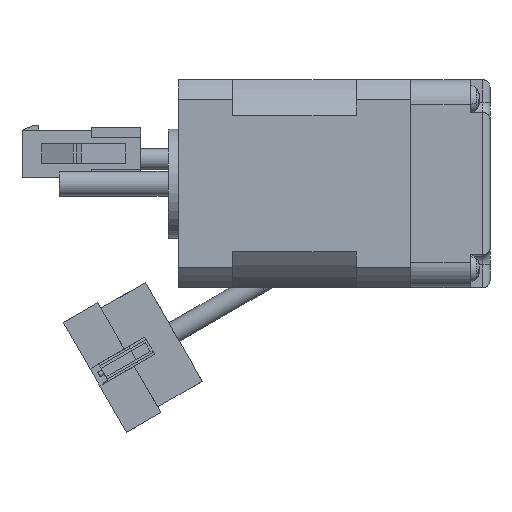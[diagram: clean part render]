
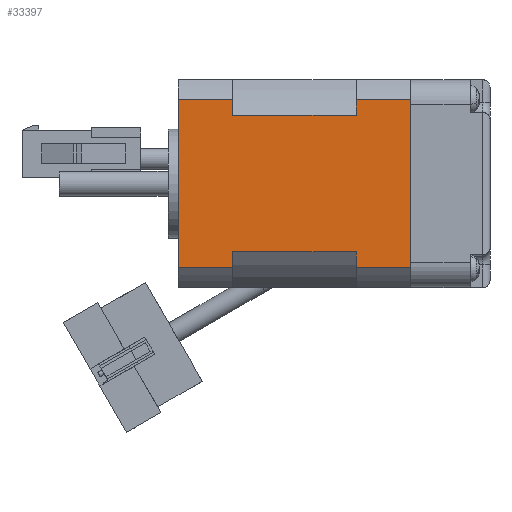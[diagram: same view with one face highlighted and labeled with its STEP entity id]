
A CAD part, front view. The second image highlights one B-rep face of the part: STEP entity #33397.
In plain terms, the highlighted planar face has unit normal (0, -1, 0).
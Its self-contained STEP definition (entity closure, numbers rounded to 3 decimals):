
#33397 = ADVANCED_FACE ( 'NONE', ( #48216 ), #51890, .F. ) ;
#44066 = AXIS2_PLACEMENT_3D ( 'NONE', #51886, #51896, #51898 ) ;
#48216 = FACE_OUTER_BOUND ( 'NONE', #92726, .T. ) ;
#48253 = VECTOR ( 'NONE', #57888, 1000. ) ;
#50978 = LINE ( 'NONE', #57881, #50981 ) ;
#50980 = LINE ( 'NONE', #57885, #48253 ) ;
#50981 = VECTOR ( 'NONE', #57883, 1000. ) ;
#51886 = CARTESIAN_POINT ( 'NONE',  ( 4.029, 0., 47. ) ) ;
#51890 = PLANE ( 'NONE',  #44066 ) ;
#51896 = DIRECTION ( 'NONE',  ( 0., 1., 0. ) ) ;
#51898 = DIRECTION ( 'NONE',  ( -1., 0., 0. ) ) ;
#57873 = CARTESIAN_POINT ( 'NONE',  ( 4.029, 0., 0. ) ) ;
#57881 = CARTESIAN_POINT ( 'NONE',  ( 4.029, 0., 11. ) ) ;
#57883 = DIRECTION ( 'NONE',  ( 1., 0., 0. ) ) ;
#57885 = CARTESIAN_POINT ( 'NONE',  ( 4.029, 0., 47. ) ) ;
#57888 = DIRECTION ( 'NONE',  ( 0., 0., -1. ) ) ;
#57890 = DIRECTION ( 'NONE',  ( 1., 0., 0. ) ) ;
#57893 = CARTESIAN_POINT ( 'NONE',  ( 37.971, 0., 47. ) ) ;
#57896 = DIRECTION ( 'NONE',  ( 0., 0., -1. ) ) ;
#57898 = CARTESIAN_POINT ( 'NONE',  ( 4.029, 0., 11. ) ) ;
#57900 = DIRECTION ( 'NONE',  ( 1., 0., 0. ) ) ;
#57902 = CARTESIAN_POINT ( 'NONE',  ( 34.766, 0., 11. ) ) ;
#57904 = DIRECTION ( 'NONE',  ( 0., 0., -1. ) ) ;
#57906 = CARTESIAN_POINT ( 'NONE',  ( 4.029, 0., 36. ) ) ;
#57909 = DIRECTION ( 'NONE',  ( 1., 0., 0. ) ) ;
#57910 = CARTESIAN_POINT ( 'NONE',  ( 37.971, 0., 47. ) ) ;
#57913 = DIRECTION ( 'NONE',  ( 0., 0., -1. ) ) ;
#57915 = CARTESIAN_POINT ( 'NONE',  ( 4.029, 0., 47. ) ) ;
#57917 = DIRECTION ( 'NONE',  ( 1., 0., 0. ) ) ;
#57919 = CARTESIAN_POINT ( 'NONE',  ( 4.029, 0., 47. ) ) ;
#57921 = DIRECTION ( 'NONE',  ( 0., 0., -1. ) ) ;
#57923 = CARTESIAN_POINT ( 'NONE',  ( 4.029, 0., 36. ) ) ;
#57926 = DIRECTION ( 'NONE',  ( 1., 0., 0. ) ) ;
#57927 = CARTESIAN_POINT ( 'NONE',  ( 7.234, 0., 11. ) ) ;
#57930 = DIRECTION ( 'NONE',  ( 0., 0., 1. ) ) ;
#59398 = LINE ( 'NONE', #57873, #59399 ) ;
#59399 = VECTOR ( 'NONE', #57890, 1000. ) ;
#59400 = LINE ( 'NONE', #57898, #59404 ) ;
#59401 = LINE ( 'NONE', #57893, #59402 ) ;
#59402 = VECTOR ( 'NONE', #57896, 1000. ) ;
#59403 = LINE ( 'NONE', #57902, #59406 ) ;
#59404 = VECTOR ( 'NONE', #57900, 1000. ) ;
#59405 = LINE ( 'NONE', #57906, #59408 ) ;
#59406 = VECTOR ( 'NONE', #57904, 1000. ) ;
#59407 = LINE ( 'NONE', #57910, #59410 ) ;
#59408 = VECTOR ( 'NONE', #57909, 1000. ) ;
#59409 = LINE ( 'NONE', #57915, #59412 ) ;
#59410 = VECTOR ( 'NONE', #57913, 1000. ) ;
#59411 = LINE ( 'NONE', #57919, #59414 ) ;
#59412 = VECTOR ( 'NONE', #57917, 1000. ) ;
#59413 = LINE ( 'NONE', #57923, #59416 ) ;
#59414 = VECTOR ( 'NONE', #57921, 1000. ) ;
#59415 = LINE ( 'NONE', #57927, #59418 ) ;
#59416 = VECTOR ( 'NONE', #57926, 1000. ) ;
#59418 = VECTOR ( 'NONE', #57930, 1000. ) ;
#64598 = ORIENTED_EDGE ( 'NONE', *, *, #75789, .F. ) ;
#64600 = ORIENTED_EDGE ( 'NONE', *, *, #75791, .T. ) ;
#64602 = ORIENTED_EDGE ( 'NONE', *, *, #75792, .T. ) ;
#64603 = ORIENTED_EDGE ( 'NONE', *, *, #75794, .F. ) ;
#64605 = ORIENTED_EDGE ( 'NONE', *, *, #75795, .F. ) ;
#64606 = ORIENTED_EDGE ( 'NONE', *, *, #75797, .F. ) ;
#64608 = ORIENTED_EDGE ( 'NONE', *, *, #75798, .T. ) ;
#64610 = ORIENTED_EDGE ( 'NONE', *, *, #75800, .F. ) ;
#64611 = ORIENTED_EDGE ( 'NONE', *, *, #75801, .F. ) ;
#64612 = ORIENTED_EDGE ( 'NONE', *, *, #75803, .T. ) ;
#64613 = ORIENTED_EDGE ( 'NONE', *, *, #75804, .T. ) ;
#64615 = ORIENTED_EDGE ( 'NONE', *, *, #75806, .F. ) ;
#75789 = EDGE_CURVE ( 'NONE', #95167, #95170, #50978, .T. ) ;
#75791 = EDGE_CURVE ( 'NONE', #95167, #95185, #50980, .T. ) ;
#75792 = EDGE_CURVE ( 'NONE', #95185, #95188, #59398, .T. ) ;
#75794 = EDGE_CURVE ( 'NONE', #95155, #95188, #59401, .T. ) ;
#75795 = EDGE_CURVE ( 'NONE', #95179, #95155, #59400, .T. ) ;
#75797 = EDGE_CURVE ( 'NONE', #95132, #95179, #59403, .T. ) ;
#75798 = EDGE_CURVE ( 'NONE', #95132, #95200, #59405, .T. ) ;
#75800 = EDGE_CURVE ( 'NONE', #95191, #95200, #59407, .T. ) ;
#75801 = EDGE_CURVE ( 'NONE', #95194, #95191, #59409, .T. ) ;
#75803 = EDGE_CURVE ( 'NONE', #95194, #95208, #59411, .T. ) ;
#75804 = EDGE_CURVE ( 'NONE', #95208, #95212, #59413, .T. ) ;
#75806 = EDGE_CURVE ( 'NONE', #95170, #95212, #59415, .T. ) ;
#92141 = CARTESIAN_POINT ( 'NONE',  ( 34.766, 0., 36. ) ) ;
#92155 = CARTESIAN_POINT ( 'NONE',  ( 37.971, 0., 11. ) ) ;
#92162 = CARTESIAN_POINT ( 'NONE',  ( 4.029, 0., 11. ) ) ;
#92164 = CARTESIAN_POINT ( 'NONE',  ( 7.234, 0., 11. ) ) ;
#92169 = CARTESIAN_POINT ( 'NONE',  ( 34.766, 0., 11. ) ) ;
#92173 = CARTESIAN_POINT ( 'NONE',  ( 4.029, 0., 0. ) ) ;
#92174 = CARTESIAN_POINT ( 'NONE',  ( 37.971, 0., 0. ) ) ;
#92176 = CARTESIAN_POINT ( 'NONE',  ( 37.971, 0., 47. ) ) ;
#92178 = CARTESIAN_POINT ( 'NONE',  ( 4.029, 0., 47. ) ) ;
#92181 = CARTESIAN_POINT ( 'NONE',  ( 37.971, 0., 36. ) ) ;
#92187 = CARTESIAN_POINT ( 'NONE',  ( 4.029, 0., 36. ) ) ;
#92188 = CARTESIAN_POINT ( 'NONE',  ( 7.234, 0., 36. ) ) ;
#92726 = EDGE_LOOP ( 'NONE', ( #64598, #64600, #64602, #64603, #64605, #64606, #64608, #64610, #64611, #64612, #64613, #64615 ) ) ;
#95132 = VERTEX_POINT ( 'NONE', #92141 ) ;
#95155 = VERTEX_POINT ( 'NONE', #92155 ) ;
#95167 = VERTEX_POINT ( 'NONE', #92162 ) ;
#95170 = VERTEX_POINT ( 'NONE', #92164 ) ;
#95179 = VERTEX_POINT ( 'NONE', #92169 ) ;
#95185 = VERTEX_POINT ( 'NONE', #92173 ) ;
#95188 = VERTEX_POINT ( 'NONE', #92174 ) ;
#95191 = VERTEX_POINT ( 'NONE', #92176 ) ;
#95194 = VERTEX_POINT ( 'NONE', #92178 ) ;
#95200 = VERTEX_POINT ( 'NONE', #92181 ) ;
#95208 = VERTEX_POINT ( 'NONE', #92187 ) ;
#95212 = VERTEX_POINT ( 'NONE', #92188 ) ;
